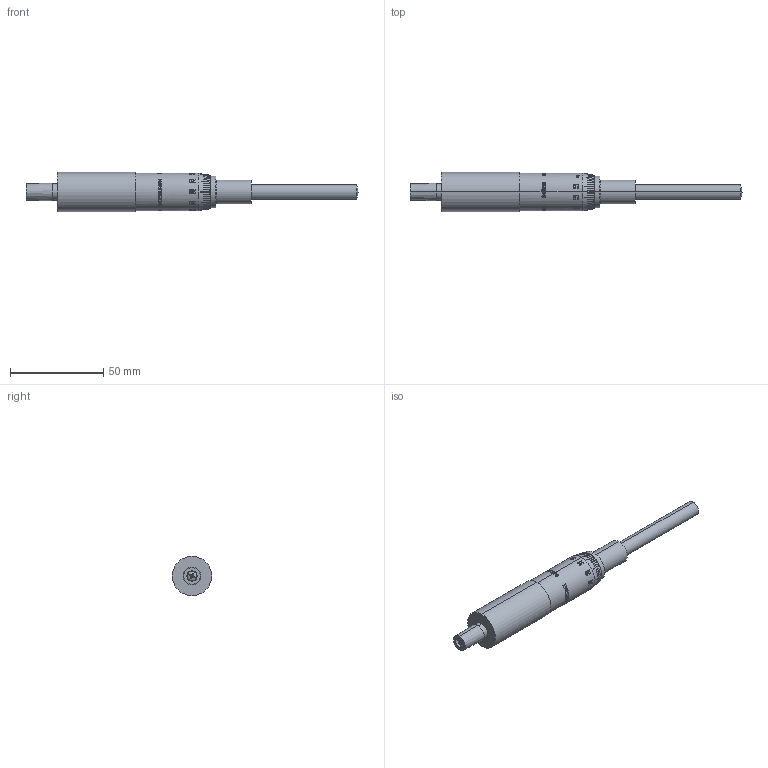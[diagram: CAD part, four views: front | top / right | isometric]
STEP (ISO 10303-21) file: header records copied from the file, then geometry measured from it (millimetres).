
FILE_DESCRIPTION (( 'STEP AP214' ), '1' );
FILE_NAME ('12552-E0W.step', '2007-11-13T05:40:03', ( ' ' ), ( ' ' ), 'SwSTEP 2.0', 'SolidWorks 2007', '' );
FILE_SCHEMA (( 'AUTOMOTIVE_DESIGN' ));
Length unit declared in the file: inch
Products named in the file (1): 12552-E0W
Bounding box: 177.8 x 21.03 x 21.03 mm (x, y, z)
Volume: 34000.9 mm3; surface area: 8987.9 mm2
Topology: 2 solids, 2 shells, 1021 faces, 2813 edges, 1868 vertices
Faces by surface type: plane 447, bspline 375, cylinder 137, cone 56, torus 4, sphere 2
Entity records: 82941 total; most frequent: CARTESIAN_POINT 47007, ORIENTED_EDGE 5618, DIRECTION 3253, EDGE_CURVE 2809, VERTEX_POINT 1868, B_SPLINE_CURVE_WITH_KNOTS 1434, AXIS2_PLACEMENT_3D 1231, EDGE_LOOP 1097
